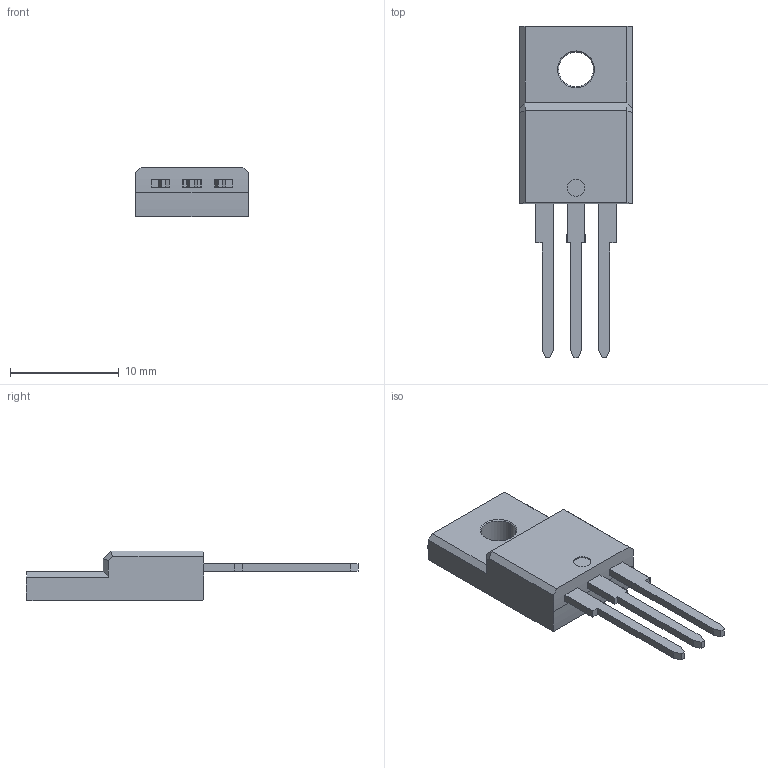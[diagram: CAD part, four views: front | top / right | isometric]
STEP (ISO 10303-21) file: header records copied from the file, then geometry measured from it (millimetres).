
FILE_DESCRIPTION (( 'STEP AP214' ), '1' );
FILE_NAME ('en.DM00063882.STEP', '2022-09-05T10:57:22', ( '' ), ( '' ), 'SwSTEP 2.0', 'SolidWorks 2018', '' );
FILE_SCHEMA (( 'AUTOMOTIVE_DESIGN' ));
Length unit declared in the file: millimetre
Products named in the file (1): en.DM00063882
Bounding box: 10.4 x 30.6 x 4.6 mm (x, y, z)
Volume: 647.4 mm3; surface area: 722.2 mm2
Topology: 10 solids, 10 shells, 93 faces, 208 edges, 136 vertices
Faces by surface type: plane 84, cylinder 7, cone 2
Entity records: 3676 total; most frequent: CARTESIAN_POINT 450, ORIENTED_EDGE 416, DIRECTION 408, EDGE_CURVE 208, VECTOR 188, LINE 188, VERTEX_POINT 136, AXIS2_PLACEMENT_3D 110
